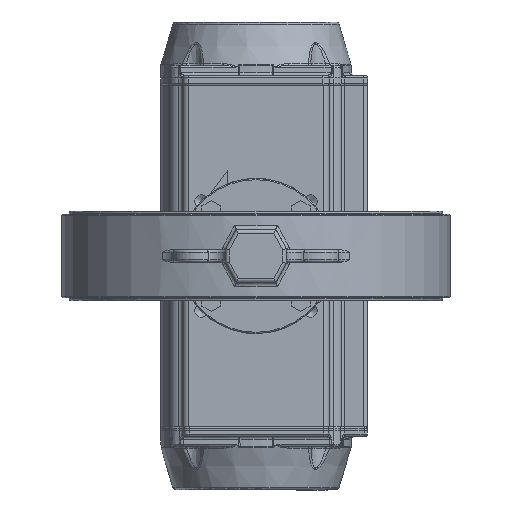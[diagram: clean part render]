
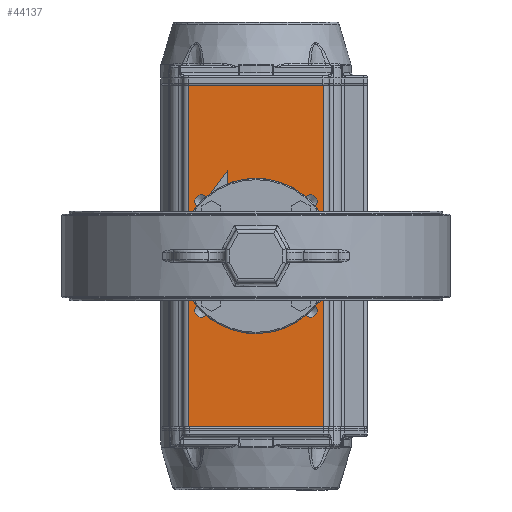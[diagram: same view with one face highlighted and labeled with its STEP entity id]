
A CAD part, front view. The second image highlights one B-rep face of the part: STEP entity #44137.
In plain terms, the highlighted planar face has unit normal (0, -1, 0).
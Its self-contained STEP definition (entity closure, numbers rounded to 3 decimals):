
#3825=PLANE('',#47905);
#5278=LINE('',#74269,#7911);
#5279=LINE('',#74271,#7912);
#5280=LINE('',#74273,#7913);
#5281=LINE('',#74275,#7914);
#7911=VECTOR('',#54071,1000.);
#7912=VECTOR('',#54074,1000.);
#7913=VECTOR('',#54075,1000.);
#7914=VECTOR('',#54076,1000.);
#13328=ORIENTED_EDGE('',*,*,#24889,.F.);
#13329=ORIENTED_EDGE('',*,*,#24888,.T.);
#13330=ORIENTED_EDGE('',*,*,#24890,.T.);
#13331=ORIENTED_EDGE('',*,*,#24891,.F.);
#13332=ORIENTED_EDGE('',*,*,#24892,.T.);
#13333=ORIENTED_EDGE('',*,*,#24893,.T.);
#13334=ORIENTED_EDGE('',*,*,#24894,.T.);
#13335=ORIENTED_EDGE('',*,*,#24895,.T.);
#13336=ORIENTED_EDGE('',*,*,#24896,.T.);
#13337=ORIENTED_EDGE('',*,*,#24897,.T.);
#13338=ORIENTED_EDGE('',*,*,#24898,.T.);
#13339=ORIENTED_EDGE('',*,*,#24899,.T.);
#13340=ORIENTED_EDGE('',*,*,#24900,.T.);
#24888=EDGE_CURVE('',#30978,#30979,#5278,.T.);
#24889=EDGE_CURVE('',#30978,#30980,#5279,.T.);
#24890=EDGE_CURVE('',#30979,#30981,#5280,.T.);
#24891=EDGE_CURVE('',#30980,#30981,#5281,.T.);
#24892=EDGE_CURVE('',#30982,#30982,#34578,.T.);
#24893=EDGE_CURVE('',#30983,#30983,#34579,.T.);
#24894=EDGE_CURVE('',#30984,#30984,#34580,.T.);
#24895=EDGE_CURVE('',#30985,#30985,#34581,.T.);
#24896=EDGE_CURVE('',#30986,#30986,#34582,.T.);
#24897=EDGE_CURVE('',#30987,#30987,#34583,.T.);
#24898=EDGE_CURVE('',#30988,#30988,#34584,.T.);
#24899=EDGE_CURVE('',#30989,#30989,#34585,.T.);
#24900=EDGE_CURVE('',#30990,#30990,#34586,.T.);
#30978=VERTEX_POINT('',#74266);
#30979=VERTEX_POINT('',#74268);
#30980=VERTEX_POINT('',#74272);
#30981=VERTEX_POINT('',#74274);
#30982=VERTEX_POINT('',#74277);
#30983=VERTEX_POINT('',#74279);
#30984=VERTEX_POINT('',#74281);
#30985=VERTEX_POINT('',#74283);
#30986=VERTEX_POINT('',#74285);
#30987=VERTEX_POINT('',#74287);
#30988=VERTEX_POINT('',#74289);
#30989=VERTEX_POINT('',#74291);
#30990=VERTEX_POINT('',#74293);
#34578=CIRCLE('',#47906,4.188);
#34579=CIRCLE('',#47907,4.188);
#34580=CIRCLE('',#47908,4.188);
#34581=CIRCLE('',#47909,4.188);
#34582=CIRCLE('',#47910,5.053);
#34583=CIRCLE('',#47911,5.053);
#34584=CIRCLE('',#47912,5.053);
#34585=CIRCLE('',#47913,5.053);
#34586=CIRCLE('',#47914,32.481);
#36918=EDGE_LOOP('',(#13328,#13329,#13330,#13331));
#36919=EDGE_LOOP('',(#13332));
#36920=EDGE_LOOP('',(#13333));
#36921=EDGE_LOOP('',(#13334));
#36922=EDGE_LOOP('',(#13335));
#36923=EDGE_LOOP('',(#13336));
#36924=EDGE_LOOP('',(#13337));
#36925=EDGE_LOOP('',(#13338));
#36926=EDGE_LOOP('',(#13339));
#36927=EDGE_LOOP('',(#13340));
#40256=FACE_BOUND('',#36918,.T.);
#40257=FACE_BOUND('',#36919,.T.);
#40258=FACE_BOUND('',#36920,.T.);
#40259=FACE_BOUND('',#36921,.T.);
#40260=FACE_BOUND('',#36922,.T.);
#40261=FACE_BOUND('',#36923,.T.);
#40262=FACE_BOUND('',#36924,.T.);
#40263=FACE_BOUND('',#36925,.T.);
#40264=FACE_BOUND('',#36926,.T.);
#40265=FACE_BOUND('',#36927,.T.);
#44137=ADVANCED_FACE('',(#40256,#40257,#40258,#40259,#40260,#40261,#40262,
#40263,#40264,#40265),#3825,.T.);
#47905=AXIS2_PLACEMENT_3D('',#74270,#54072,#54073);
#47906=AXIS2_PLACEMENT_3D('',#74276,#54077,#54078);
#47907=AXIS2_PLACEMENT_3D('',#74278,#54079,#54080);
#47908=AXIS2_PLACEMENT_3D('',#74280,#54081,#54082);
#47909=AXIS2_PLACEMENT_3D('',#74282,#54083,#54084);
#47910=AXIS2_PLACEMENT_3D('',#74284,#54085,#54086);
#47911=AXIS2_PLACEMENT_3D('',#74286,#54087,#54088);
#47912=AXIS2_PLACEMENT_3D('',#74288,#54089,#54090);
#47913=AXIS2_PLACEMENT_3D('',#74290,#54091,#54092);
#47914=AXIS2_PLACEMENT_3D('',#74292,#54093,#54094);
#54071=DIRECTION('',(0.,0.,-1.));
#54072=DIRECTION('',(0.,-1.,0.));
#54073=DIRECTION('',(0.,0.,-1.));
#54074=DIRECTION('',(1.,0.,0.));
#54075=DIRECTION('',(1.,0.,0.));
#54076=DIRECTION('',(0.,0.,-1.));
#54077=DIRECTION('',(0.,1.,0.));
#54078=DIRECTION('',(0.,0.,-1.));
#54079=DIRECTION('',(0.,1.,0.));
#54080=DIRECTION('',(0.,0.,-1.));
#54081=DIRECTION('',(0.,1.,0.));
#54082=DIRECTION('',(0.,0.,-1.));
#54083=DIRECTION('',(0.,1.,0.));
#54084=DIRECTION('',(0.,0.,-1.));
#54085=DIRECTION('',(0.,1.,0.));
#54086=DIRECTION('',(0.,0.,-1.));
#54087=DIRECTION('',(0.,1.,0.));
#54088=DIRECTION('',(0.,0.,-1.));
#54089=DIRECTION('',(0.,1.,0.));
#54090=DIRECTION('',(0.,0.,-1.));
#54091=DIRECTION('',(0.,1.,0.));
#54092=DIRECTION('',(0.,0.,-1.));
#54093=DIRECTION('',(0.,1.,0.));
#54094=DIRECTION('',(0.,0.,-1.));
#74266=CARTESIAN_POINT('',(-54.,-89.,275.));
#74268=CARTESIAN_POINT('',(-54.,-89.,0.));
#74269=CARTESIAN_POINT('',(-54.,-89.,0.));
#74270=CARTESIAN_POINT('',(-54.,-89.,0.));
#74271=CARTESIAN_POINT('',(8.781,-89.,275.));
#74272=CARTESIAN_POINT('',(54.,-89.,275.));
#74273=CARTESIAN_POINT('',(8.781,-89.,0.));
#74274=CARTESIAN_POINT('',(54.,-89.,0.));
#74275=CARTESIAN_POINT('',(54.,-89.,0.));
#74276=CARTESIAN_POINT('',(36.062,-89.,173.562));
#74277=CARTESIAN_POINT('',(36.062,-89.,169.374));
#74278=CARTESIAN_POINT('',(-36.062,-89.,173.562));
#74279=CARTESIAN_POINT('',(-36.062,-89.,169.374));
#74280=CARTESIAN_POINT('',(-36.062,-89.,101.438));
#74281=CARTESIAN_POINT('',(-36.062,-89.,97.25));
#74282=CARTESIAN_POINT('',(36.062,-89.,101.438));
#74283=CARTESIAN_POINT('',(36.062,-89.,97.25));
#74284=CARTESIAN_POINT('',(-44.194,-89.,181.694));
#74285=CARTESIAN_POINT('',(-44.194,-89.,176.641));
#74286=CARTESIAN_POINT('',(-44.194,-89.,93.306));
#74287=CARTESIAN_POINT('',(-44.194,-89.,88.253));
#74288=CARTESIAN_POINT('',(44.194,-89.,93.306));
#74289=CARTESIAN_POINT('',(44.194,-89.,88.253));
#74290=CARTESIAN_POINT('',(44.194,-89.,181.694));
#74291=CARTESIAN_POINT('',(44.194,-89.,176.641));
#74292=CARTESIAN_POINT('',(0.,-89.,137.5));
#74293=CARTESIAN_POINT('',(0.,-89.,105.019));
